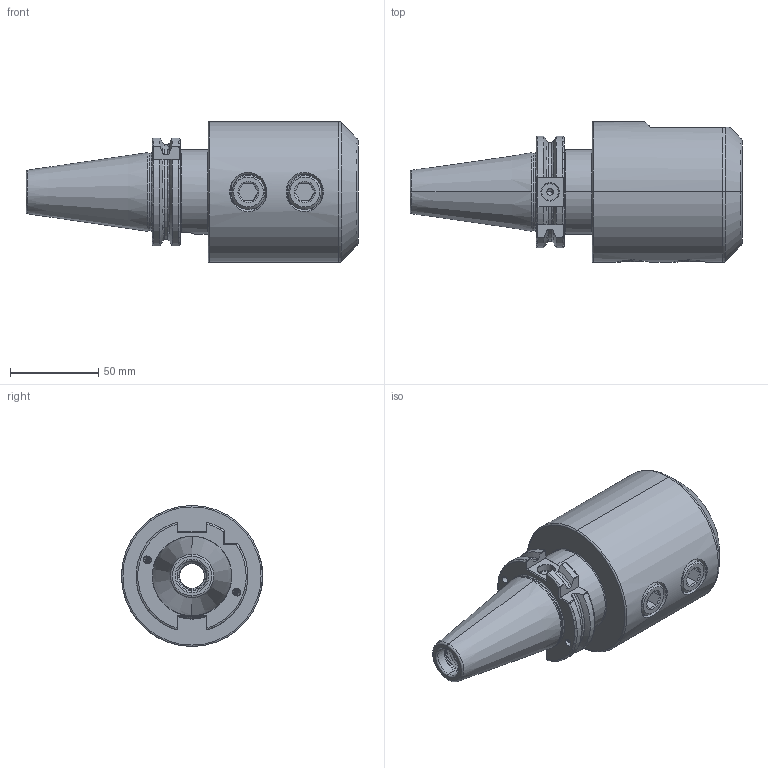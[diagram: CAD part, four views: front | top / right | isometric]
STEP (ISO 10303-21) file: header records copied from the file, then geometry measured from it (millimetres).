
FILE_DESCRIPTION (( 'STEP AP203' ), '1' );
FILE_NAME ('403.05.40.STEP', '2016-11-25T08:45:18', ( '' ), ( '' ), 'SwSTEP 2.0', 'SolidWorks 2012', '' );
FILE_SCHEMA (( 'CONFIG_CONTROL_DESIGN' ));
Products named in the file (3): 403.05.40; 側固20_M20x2_20L
Assembly tree (3 placements, depth 2):
  403.05.40
    403.05.40
    側固20_M20x2_20L  x2
Bounding box: 188.4 x 80 x 80 mm (x, y, z)
Volume: 421137.9 mm3; surface area: 73863.6 mm2
Topology: 3 solids, 3 shells, 422 faces, 1154 edges, 730 vertices
Faces by surface type: cylinder 204, plane 73, bspline 55, cone 51, torus 39
Entity records: 40100 total; most frequent: CARTESIAN_POINT 31558, ORIENTED_EDGE 2076, DIRECTION 1322, EDGE_CURVE 1038, VERTEX_POINT 663, AXIS2_PLACEMENT_3D 506, EDGE_LOOP 399, FACE_OUTER_BOUND 383
